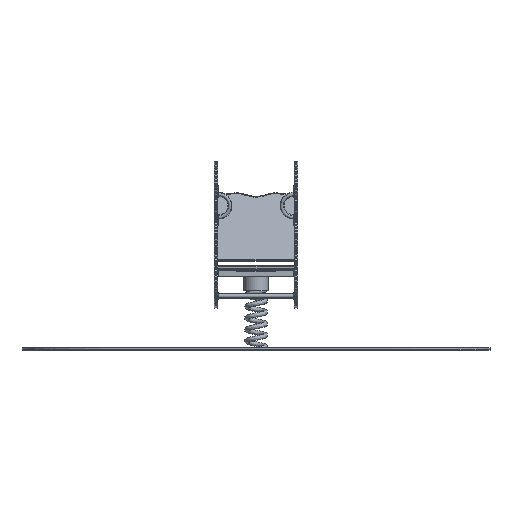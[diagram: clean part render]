
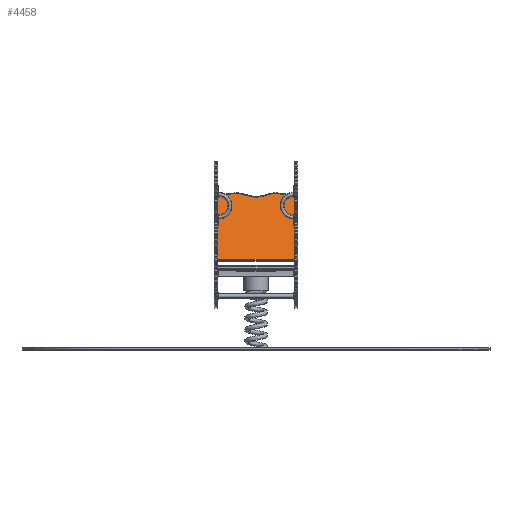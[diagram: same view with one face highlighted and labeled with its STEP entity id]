
A CAD part, top view. The second image highlights one B-rep face of the part: STEP entity #4458.
In plain terms, the highlighted face is planar.
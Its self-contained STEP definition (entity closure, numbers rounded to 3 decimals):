
#4458=ADVANCED_FACE('',(#40777),#40779,.T.);
#40777=FACE_BOUND('',#40778,.T.);
#40778=EDGE_LOOP('',(#75235,#75236,#75237,#75238,#75239,#75240));
#40779=PLANE('',#40780);
#40780=AXIS2_PLACEMENT_3D('',#40781,#40782,#40783);
#40781=CARTESIAN_POINT('',(0.,0.,0.));
#40782=DIRECTION('',(0.,0.,1.));
#40783=DIRECTION('',(1.,0.,0.));
#75235=ORIENTED_EDGE('',*,*,#76772,.T.);
#75236=ORIENTED_EDGE('',*,*,#76769,.T.);
#75237=ORIENTED_EDGE('',*,*,#76773,.T.);
#75238=ORIENTED_EDGE('',*,*,#76774,.T.);
#75239=ORIENTED_EDGE('',*,*,#76775,.T.);
#75240=ORIENTED_EDGE('',*,*,#76754,.T.);
#76754=EDGE_CURVE('',#77989,#77986,#77990,.T.);
#76769=EDGE_CURVE('',#78004,#78014,#78016,.T.);
#76772=EDGE_CURVE('',#77986,#78004,#78019,.T.);
#76773=EDGE_CURVE('',#78014,#78020,#78021,.T.);
#76774=EDGE_CURVE('',#78020,#78022,#78023,.T.);
#76775=EDGE_CURVE('',#78022,#77989,#78024,.T.);
#77986=VERTEX_POINT('',#84808);
#77989=VERTEX_POINT('',#84814);
#77990=LINE('',#84815,#84816);
#78004=VERTEX_POINT('',#84850);
#78014=VERTEX_POINT('',#84873);
#78016=LINE('',#84878,#84879);
#78019=LINE('',#84887,#84888);
#78020=VERTEX_POINT('',#84890);
#78021=LINE('',#84891,#84892);
#78022=VERTEX_POINT('',#84894);
#78023=B_SPLINE_CURVE_WITH_KNOTS('',3,
(#84895,#84896,#84897,#84898,#84899,#84900,#84901,#84902,#84903,#84904,#84905,#84906,
#84907,#84908,#84909,#84910,#84911,#84912,#84913,#84914,#84915,#84916,#84917,#84918,
#84919,#84920,#84921,#84922,#84923,#84924,#84925,#84926,#84927,#84928,#84929,#84930,
#84931,#84932,#84933,#84934,#84935),
.UNSPECIFIED.,.F.,.F.,
(4,1,1,1,1,1,1,1,1,1,1,1,1,1,1,1,1,1,1,1,1,1,1,1,1,1,1,1,1,1,1,1,1,1,1,1,1,1,4),
(0.,0.133,0.213,0.242,0.247,0.252,
0.257,0.263,0.274,0.292,0.319,
0.347,0.377,0.407,0.441,0.468,
0.487,0.498,0.508,0.52,0.537,
0.561,0.592,0.625,0.658,0.69,
0.713,0.73,0.737,0.742,0.745,
0.747,0.751,0.755,0.762,0.785,
0.842,0.918,1.),
.UNSPECIFIED.);
#78024=LINE('',#84936,#84937);
#84808=CARTESIAN_POINT('',(0.,5.,0.));
#84814=CARTESIAN_POINT('',(0.,345.,0.));
#84815=CARTESIAN_POINT('',(0.,345.,0.));
#84816=VECTOR('',#84817,1.);
#84817=DIRECTION('',(0.,-1.,0.));
#84850=CARTESIAN_POINT('',(420.,5.,0.));
#84873=CARTESIAN_POINT('',(420.,345.,0.));
#84878=CARTESIAN_POINT('',(420.,5.,0.));
#84879=VECTOR('',#84880,1.);
#84880=DIRECTION('',(0.,1.,0.));
#84887=CARTESIAN_POINT('',(0.,5.,0.));
#84888=VECTOR('',#84889,1.);
#84889=DIRECTION('',(1.,0.,0.));
#84890=CARTESIAN_POINT('',(409.037,345.,0.));
#84891=CARTESIAN_POINT('',(420.,345.,0.));
#84892=VECTOR('',#84893,1.);
#84893=DIRECTION('',(-1.,0.,0.));
#84894=CARTESIAN_POINT('',(10.963,345.,0.));
#84895=CARTESIAN_POINT('',(409.037,345.,0.));
#84896=CARTESIAN_POINT('',(391.531,352.003,0.));
#84897=CARTESIAN_POINT('',(363.508,360.4,0.));
#84898=CARTESIAN_POINT('',(331.668,364.38,0.));
#84899=CARTESIAN_POINT('',(316.638,364.947,0.));
#84900=CARTESIAN_POINT('',(311.522,364.997,0.));
#84901=CARTESIAN_POINT('',(309.603,365.006,0.));
#84902=CARTESIAN_POINT('',(307.579,364.972,0.));
#84903=CARTESIAN_POINT('',(304.84,364.856,0.));
#84904=CARTESIAN_POINT('',(300.407,364.507,0.));
#84905=CARTESIAN_POINT('',(293.304,363.549,0.));
#84906=CARTESIAN_POINT('',(283.799,361.573,0.));
#84907=CARTESIAN_POINT('',(272.567,358.557,0.));
#84908=CARTESIAN_POINT('',(260.776,355.009,0.));
#84909=CARTESIAN_POINT('',(248.122,351.226,0.));
#84910=CARTESIAN_POINT('',(235.737,348.005,0.));
#84911=CARTESIAN_POINT('',(224.701,345.982,0.));
#84912=CARTESIAN_POINT('',(216.649,345.169,0.));
#84913=CARTESIAN_POINT('',(210.986,344.967,0.));
#84914=CARTESIAN_POINT('',(206.278,345.038,0.));
#84915=CARTESIAN_POINT('',(200.813,345.391,0.));
#84916=CARTESIAN_POINT('',(193.326,346.314,0.));
#84917=CARTESIAN_POINT('',(183.367,348.241,0.));
#84918=CARTESIAN_POINT('',(171.288,351.388,0.));
#84919=CARTESIAN_POINT('',(158.238,355.312,0.));
#84920=CARTESIAN_POINT('',(145.236,359.203,0.));
#84921=CARTESIAN_POINT('',(133.737,362.159,0.));
#84922=CARTESIAN_POINT('',(124.518,363.889,0.));
#84923=CARTESIAN_POINT('',(118.474,364.609,0.));
#84924=CARTESIAN_POINT('',(114.844,364.866,0.));
#84925=CARTESIAN_POINT('',(112.946,364.95,0.));
#84926=CARTESIAN_POINT('',(111.633,364.986,0.));
#84927=CARTESIAN_POINT('',(110.486,365.002,0.));
#84928=CARTESIAN_POINT('',(109.124,365.,0.));
#84929=CARTESIAN_POINT('',(107.157,364.987,0.));
#84930=CARTESIAN_POINT('',(102.721,364.917,0.));
#84931=CARTESIAN_POINT('',(91.346,364.468,0.));
#84932=CARTESIAN_POINT('',(70.947,362.354,0.));
#84933=CARTESIAN_POINT('',(42.648,356.424,0.));
#84934=CARTESIAN_POINT('',(21.811,349.339,0.));
#84935=CARTESIAN_POINT('',(10.963,345.,0.));
#84936=CARTESIAN_POINT('',(10.963,345.,0.));
#84937=VECTOR('',#84938,1.);
#84938=DIRECTION('',(-1.,0.,0.));
